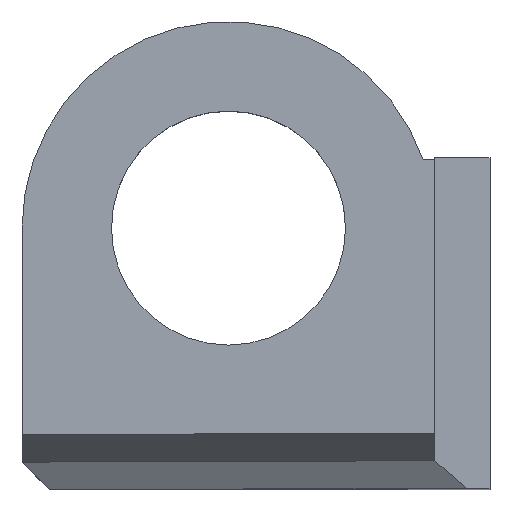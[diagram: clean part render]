
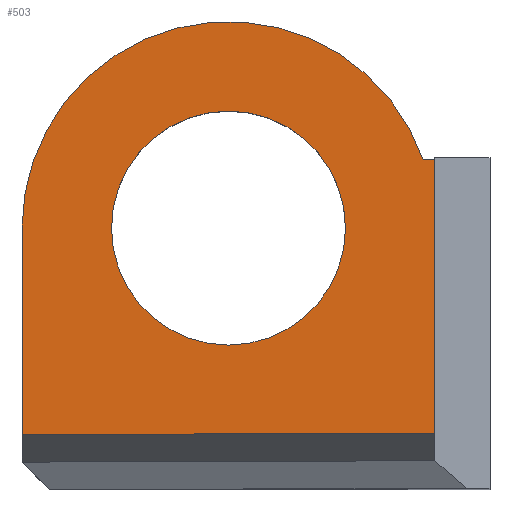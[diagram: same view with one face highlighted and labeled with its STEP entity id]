
A CAD part, top view. The second image highlights one B-rep face of the part: STEP entity #503.
In plain terms, the highlighted planar face has unit normal (0, 0, 1).
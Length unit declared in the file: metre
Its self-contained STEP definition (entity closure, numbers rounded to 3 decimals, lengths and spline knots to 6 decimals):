
#23=CIRCLE('',#549,0.00425);
#24=CIRCLE('',#550,0.0075);
#85=ORIENTED_EDGE('',*,*,#208,.T.);
#86=ORIENTED_EDGE('',*,*,#188,.F.);
#87=ORIENTED_EDGE('',*,*,#178,.T.);
#88=ORIENTED_EDGE('',*,*,#206,.T.);
#89=ORIENTED_EDGE('',*,*,#209,.T.);
#90=ORIENTED_EDGE('',*,*,#210,.F.);
#178=EDGE_CURVE('',#247,#248,#293,.T.);
#188=EDGE_CURVE('',#247,#254,#303,.T.);
#206=EDGE_CURVE('',#248,#268,#312,.T.);
#208=EDGE_CURVE('',#271,#271,#23,.T.);
#209=EDGE_CURVE('',#268,#272,#314,.T.);
#210=EDGE_CURVE('',#254,#272,#24,.T.);
#247=VERTEX_POINT('',#722);
#248=VERTEX_POINT('',#723);
#254=VERTEX_POINT('',#736);
#268=VERTEX_POINT('',#780);
#271=VERTEX_POINT('',#799);
#272=VERTEX_POINT('',#801);
#293=LINE('',#721,#347);
#303=LINE('',#742,#357);
#312=LINE('',#794,#366);
#314=LINE('',#800,#368);
#347=VECTOR('',#586,1.);
#357=VECTOR('',#598,1.);
#366=VECTOR('',#625,1.);
#368=VECTOR('',#633,1.);
#410=EDGE_LOOP('',(#85));
#411=EDGE_LOOP('',(#86,#87,#88,#89,#90));
#449=FACE_BOUND('',#410,.T.);
#450=FACE_BOUND('',#411,.T.);
#478=PLANE('',#548);
#503=ADVANCED_FACE('',(#449,#450),#478,.F.);
#548=AXIS2_PLACEMENT_3D('',#797,#629,#630);
#549=AXIS2_PLACEMENT_3D('',#798,#631,#632);
#550=AXIS2_PLACEMENT_3D('',#802,#634,#635);
#586=DIRECTION('',(1.,0.,0.));
#598=DIRECTION('',(0.,1.,0.));
#625=DIRECTION('',(0.,1.,0.));
#629=DIRECTION('',(0.,0.,-1.));
#630=DIRECTION('',(1.,0.,0.));
#631=DIRECTION('',(0.,0.,-1.));
#632=DIRECTION('',(-1.,0.,0.));
#633=DIRECTION('',(-1.,0.,0.));
#634=DIRECTION('',(0.,0.,-1.));
#635=DIRECTION('',(-1.,0.,0.));
#721=CARTESIAN_POINT('',(-0.037,-0.02,-0.0386));
#722=CARTESIAN_POINT('',(-0.037,-0.02,-0.0386));
#723=CARTESIAN_POINT('',(-0.022,-0.02,-0.0386));
#736=CARTESIAN_POINT('',(-0.037,-0.0125,-0.0386));
#742=CARTESIAN_POINT('',(-0.037,-0.015,-0.0386));
#780=CARTESIAN_POINT('',(-0.022,-0.01,-0.0386));
#794=CARTESIAN_POINT('',(-0.022,-0.015,-0.0386));
#797=CARTESIAN_POINT('',(-0.0285,-0.0135,-0.0386));
#798=CARTESIAN_POINT('',(-0.0295,-0.0125,-0.0386));
#799=CARTESIAN_POINT('',(-0.03375,-0.0125,-0.0386));
#800=CARTESIAN_POINT('',(-0.022214,-0.01,-0.0386));
#801=CARTESIAN_POINT('',(-0.022429,-0.01,-0.0386));
#802=CARTESIAN_POINT('',(-0.0295,-0.0125,-0.0386));
